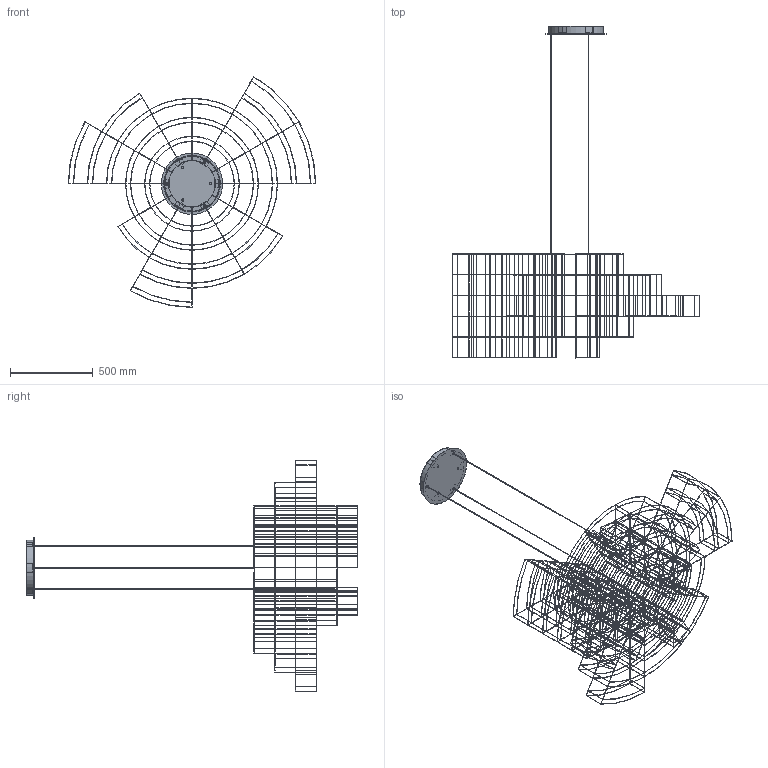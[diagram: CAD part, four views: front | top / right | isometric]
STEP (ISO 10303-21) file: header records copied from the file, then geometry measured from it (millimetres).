
FILE_DESCRIPTION (( 'STEP AP214' ), '1' );
FILE_NAME ('00 Samenstelling Spectre 140 H5 (platte bovenbak).STEP', '2017-04-12T12:05:51', ( '' ), ( '' ), 'SwSTEP 2.0', 'SolidWorks 2017', '' );
FILE_SCHEMA (( 'AUTOMOTIVE_DESIGN' ));
Length unit declared in the file: millimetre
Products named in the file (12): Litzekabel; 2016-087; spectre laag 2; 2016-086; spectre laag 3; 2016-085; spectre laag 5; 031-001; 00 Samenstelling Spectre 140 H5 (platte bovenbak); spectre laag 1; 0000 Samenstelling Ronde bovenbak; spectre laag 4
Assembly tree (13 placements, depth 3):
  00 Samenstelling Spectre 140 H5 (platte bovenbak)
    spectre laag 1
    spectre laag 2
    spectre laag 3
    spectre laag 4
    spectre laag 5
    0000 Samenstelling Ronde bovenbak
      2016-087
      2016-086
      2016-085
      031-001  x3
      Litzekabel
Bounding box: 1492 x 2001 x 1392.19 mm (x, y, z)
Volume: 1117235.2 mm3; surface area: 2021138.8 mm2
Topology: 204 solids, 204 shells, 6271 faces, 15527 edges, 8450 vertices
Faces by surface type: cylinder 2523, plane 2520, torus 1204, bspline 24
Entity records: 218049 total; most frequent: CARTESIAN_POINT 78815, ORIENTED_EDGE 30998, DIRECTION 26361, EDGE_CURVE 15499, AXIS2_PLACEMENT_3D 10786, VERTEX_POINT 8434, EDGE_LOOP 6287, ADVANCED_FACE 6255
